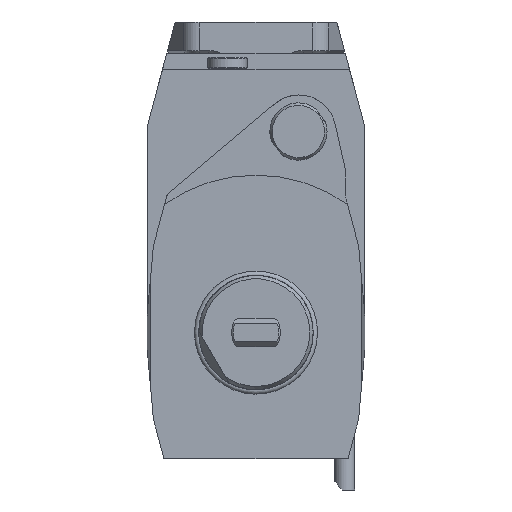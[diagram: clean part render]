
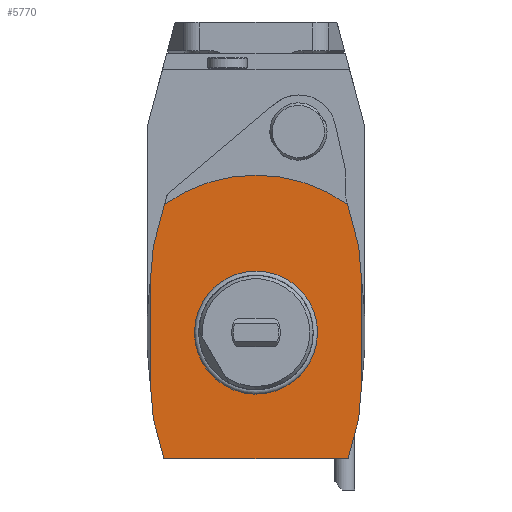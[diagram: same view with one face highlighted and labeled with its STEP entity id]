
A CAD part, front view. The second image highlights one B-rep face of the part: STEP entity #5770.
In plain terms, the highlighted planar face has unit normal (0, -1, 0).
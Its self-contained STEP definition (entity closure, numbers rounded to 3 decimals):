
#10 = VECTOR ( 'NONE', #9746, 1000. ) ;
#105 = CARTESIAN_POINT ( 'NONE',  ( 0., -130., -28.8 ) ) ;
#436 = CARTESIAN_POINT ( 'NONE',  ( -35.867, -130., -80.155 ) ) ;
#590 = ORIENTED_EDGE ( 'NONE', *, *, #25543, .F. ) ;
#700 = DIRECTION ( 'NONE',  ( -0.087, 0., -0.996 ) ) ;
#1237 = VERTEX_POINT ( 'NONE', #18093 ) ;
#1571 = ORIENTED_EDGE ( 'NONE', *, *, #5150, .F. ) ;
#1662 = CIRCLE ( 'NONE', #6547, 55. ) ;
#2028 = DIRECTION ( 'NONE',  ( 0., 0., -1. ) ) ;
#2187 = CARTESIAN_POINT ( 'NONE',  ( 0., -130., -50. ) ) ;
#2205 = EDGE_CURVE ( 'NONE', #5341, #5845, #23821, .T. ) ;
#2357 = CARTESIAN_POINT ( 'NONE',  ( -38.213, -130., -46.657 ) ) ;
#2461 = DIRECTION ( 'NONE',  ( 0.087, 0., -0.996 ) ) ;
#2610 = DIRECTION ( 'NONE',  ( 0., 1., 0. ) ) ;
#2634 = AXIS2_PLACEMENT_3D ( 'NONE', #105, #3852, #2028 ) ;
#2664 = EDGE_CURVE ( 'NONE', #25765, #3348, #21186, .T. ) ;
#2877 = LINE ( 'NONE', #13633, #9283 ) ;
#3339 = VERTEX_POINT ( 'NONE', #17030 ) ;
#3348 = VERTEX_POINT ( 'NONE', #436 ) ;
#3520 = DIRECTION ( 'NONE',  ( 0., 0., 1. ) ) ;
#3667 = CARTESIAN_POINT ( 'NONE',  ( 0., -130., -29.941 ) ) ;
#3852 = DIRECTION ( 'NONE',  ( 0., 1., 0. ) ) ;
#4663 = VECTOR ( 'NONE', #7244, 1000. ) ;
#4696 = VERTEX_POINT ( 'NONE', #21462 ) ;
#4737 = LINE ( 'NONE', #2357, #24940 ) ;
#5150 = EDGE_CURVE ( 'NONE', #3348, #24471, #7215, .T. ) ;
#5341 = VERTEX_POINT ( 'NONE', #7279 ) ;
#5363 = EDGE_CURVE ( 'NONE', #4696, #5341, #2877, .T. ) ;
#5659 = DIRECTION ( 'NONE',  ( 0., 0., -1. ) ) ;
#5770 = ADVANCED_FACE ( 'Defeature completata2_293', ( #23019, #16409 ), #6345, .F. ) ;
#5845 = VERTEX_POINT ( 'NONE', #8124 ) ;
#6039 = VECTOR ( 'NONE', #25365, 1000. ) ;
#6345 = PLANE ( 'NONE',  #2634 ) ;
#6547 = AXIS2_PLACEMENT_3D ( 'NONE', #11730, #9364, #5659 ) ;
#7215 = LINE ( 'NONE', #10219, #14110 ) ;
#7244 = DIRECTION ( 'NONE',  ( 0., 0., 1. ) ) ;
#7253 = EDGE_LOOP ( 'NONE', ( #12180, #26796, #20517, #8577, #25865, #590, #1571, #27365, #10985, #13289, #14650, #11653 ) ) ;
#7279 = CARTESIAN_POINT ( 'NONE',  ( 35.867, -130., -80.155 ) ) ;
#7431 = CARTESIAN_POINT ( 'NONE',  ( 0., -130., -94. ) ) ;
#8058 = CARTESIAN_POINT ( 'NONE',  ( -35.867, -130., -19.845 ) ) ;
#8124 = CARTESIAN_POINT ( 'NONE',  ( 37., -130., -67.21 ) ) ;
#8552 = LINE ( 'NONE', #13256, #13907 ) ;
#8577 = ORIENTED_EDGE ( 'NONE', *, *, #26715, .T. ) ;
#9283 = VECTOR ( 'NONE', #25689, 1000. ) ;
#9313 = CARTESIAN_POINT ( 'NONE',  ( 38.213, -130., -53.343 ) ) ;
#9364 = DIRECTION ( 'NONE',  ( 0., 1., 0. ) ) ;
#9569 = DIRECTION ( 'NONE',  ( -0.087, 0., 0.996 ) ) ;
#9746 = DIRECTION ( 'NONE',  ( -0.259, 0., -0.966 ) ) ;
#9849 = EDGE_CURVE ( 'NONE', #27193, #12288, #1662, .T. ) ;
#10219 = CARTESIAN_POINT ( 'NONE',  ( -38.213, -130., -53.343 ) ) ;
#10985 = ORIENTED_EDGE ( 'NONE', *, *, #11739, .F. ) ;
#10995 = CARTESIAN_POINT ( 'NONE',  ( -37., -130., -67.21 ) ) ;
#11325 = VECTOR ( 'NONE', #23953, 1000. ) ;
#11653 = ORIENTED_EDGE ( 'NONE', *, *, #26604, .T. ) ;
#11730 = CARTESIAN_POINT ( 'NONE',  ( 0., -130., -50. ) ) ;
#11739 = EDGE_CURVE ( 'NONE', #4696, #25765, #26525, .T. ) ;
#12180 = ORIENTED_EDGE ( 'NONE', *, *, #13226, .F. ) ;
#12288 = VERTEX_POINT ( 'NONE', #17399 ) ;
#12376 = VECTOR ( 'NONE', #3520, 1000. ) ;
#13226 = EDGE_CURVE ( 'NONE', #20216, #1237, #8552, .T. ) ;
#13256 = CARTESIAN_POINT ( 'NONE',  ( 38.213, -130., -46.657 ) ) ;
#13289 = ORIENTED_EDGE ( 'NONE', *, *, #5363, .T. ) ;
#13633 = CARTESIAN_POINT ( 'NONE',  ( 41.003, -130., -60.987 ) ) ;
#13907 = VECTOR ( 'NONE', #2461, 1000. ) ;
#14081 = CARTESIAN_POINT ( 'NONE',  ( -32.158, -130., -94. ) ) ;
#14110 = VECTOR ( 'NONE', #9569, 1000. ) ;
#14411 = CARTESIAN_POINT ( 'NONE',  ( 37., -130., -50. ) ) ;
#14437 = EDGE_LOOP ( 'NONE', ( #25586 ) ) ;
#14650 = ORIENTED_EDGE ( 'NONE', *, *, #2205, .T. ) ;
#14867 = CARTESIAN_POINT ( 'NONE',  ( -31.952, -130., -5.233 ) ) ;
#15791 = LINE ( 'NONE', #24083, #25428 ) ;
#15940 = VECTOR ( 'NONE', #22200, 1000. ) ;
#16409 = FACE_BOUND ( 'NONE', #14437, .T. ) ;
#16929 = CARTESIAN_POINT ( 'NONE',  ( -41.003, -130., -60.987 ) ) ;
#17030 = CARTESIAN_POINT ( 'NONE',  ( -37., -130., -32.79 ) ) ;
#17399 = CARTESIAN_POINT ( 'NONE',  ( 31.952, -130., -5.233 ) ) ;
#17421 = EDGE_CURVE ( 'NONE', #22552, #22552, #17567, .T. ) ;
#17492 = CARTESIAN_POINT ( 'NONE',  ( -37., -130., -50. ) ) ;
#17567 = CIRCLE ( 'NONE', #24617, 20.059 ) ;
#18093 = CARTESIAN_POINT ( 'NONE',  ( 37., -130., -32.79 ) ) ;
#18166 = LINE ( 'NONE', #14411, #12376 ) ;
#18705 = CARTESIAN_POINT ( 'NONE',  ( -41.003, -130., -39.013 ) ) ;
#18914 = EDGE_CURVE ( 'NONE', #12288, #20216, #15791, .T. ) ;
#19007 = VERTEX_POINT ( 'NONE', #8058 ) ;
#20216 = VERTEX_POINT ( 'NONE', #22366 ) ;
#20517 = ORIENTED_EDGE ( 'NONE', *, *, #9849, .F. ) ;
#21186 = LINE ( 'NONE', #16929, #6039 ) ;
#21462 = CARTESIAN_POINT ( 'NONE',  ( 32.158, -130., -94. ) ) ;
#21591 = DIRECTION ( 'NONE',  ( 0.259, 0., -0.966 ) ) ;
#22200 = DIRECTION ( 'NONE',  ( -1., 0., 0. ) ) ;
#22366 = CARTESIAN_POINT ( 'NONE',  ( 35.867, -130., -19.845 ) ) ;
#22552 = VERTEX_POINT ( 'NONE', #3667 ) ;
#22821 = LINE ( 'NONE', #18705, #10 ) ;
#23019 = FACE_OUTER_BOUND ( 'NONE', #7253, .T. ) ;
#23687 = LINE ( 'NONE', #17492, #4663 ) ;
#23821 = LINE ( 'NONE', #9313, #11325 ) ;
#23953 = DIRECTION ( 'NONE',  ( 0.087, 0., 0.996 ) ) ;
#24083 = CARTESIAN_POINT ( 'NONE',  ( 41.003, -130., -39.013 ) ) ;
#24471 = VERTEX_POINT ( 'NONE', #10995 ) ;
#24617 = AXIS2_PLACEMENT_3D ( 'NONE', #2187, #2610, #27361 ) ;
#24691 = EDGE_CURVE ( 'NONE', #19007, #3339, #4737, .T. ) ;
#24940 = VECTOR ( 'NONE', #700, 1000. ) ;
#25365 = DIRECTION ( 'NONE',  ( -0.259, 0., 0.966 ) ) ;
#25428 = VECTOR ( 'NONE', #21591, 1000. ) ;
#25543 = EDGE_CURVE ( 'NONE', #24471, #3339, #23687, .T. ) ;
#25586 = ORIENTED_EDGE ( 'NONE', *, *, #17421, .T. ) ;
#25689 = DIRECTION ( 'NONE',  ( 0.259, 0., 0.966 ) ) ;
#25765 = VERTEX_POINT ( 'NONE', #14081 ) ;
#25865 = ORIENTED_EDGE ( 'NONE', *, *, #24691, .T. ) ;
#26525 = LINE ( 'NONE', #7431, #15940 ) ;
#26604 = EDGE_CURVE ( 'NONE', #5845, #1237, #18166, .T. ) ;
#26715 = EDGE_CURVE ( 'NONE', #27193, #19007, #22821, .T. ) ;
#26796 = ORIENTED_EDGE ( 'NONE', *, *, #18914, .F. ) ;
#27193 = VERTEX_POINT ( 'NONE', #14867 ) ;
#27361 = DIRECTION ( 'NONE',  ( 0., 0., 1. ) ) ;
#27365 = ORIENTED_EDGE ( 'NONE', *, *, #2664, .F. ) ;
